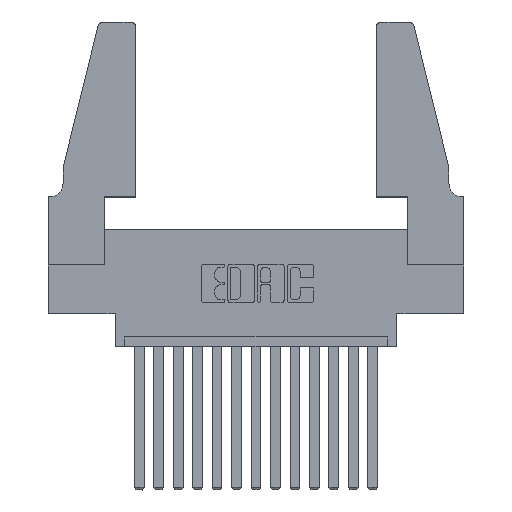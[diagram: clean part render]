
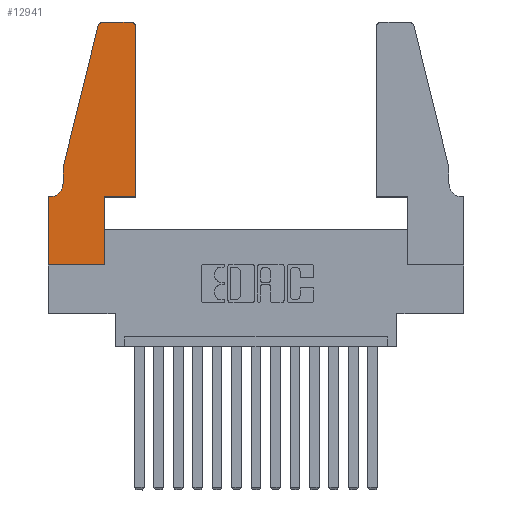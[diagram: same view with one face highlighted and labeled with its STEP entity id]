
A CAD part, top view. The second image highlights one B-rep face of the part: STEP entity #12941.
In plain terms, the highlighted planar face has unit normal (0, 0, 1).
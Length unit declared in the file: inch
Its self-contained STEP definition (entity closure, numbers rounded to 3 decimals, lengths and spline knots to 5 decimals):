
#37 = EDGE_LOOP ( 'NONE', ( #1278, #4190, #4977, #12182, #15756, #9131, #11485, #14351, #12029, #3074, #14757, #4004 ) ) ;
#94 = VERTEX_POINT ( 'NONE', #5330 ) ;
#320 = CARTESIAN_POINT ( 'NONE',  ( 0., 0., 0.37 ) ) ;
#364 = DIRECTION ( 'NONE',  ( 0., -1., 0. ) ) ;
#753 = EDGE_CURVE ( 'NONE', #15094, #6434, #3514, .T. ) ;
#776 = CARTESIAN_POINT ( 'NONE',  ( 0.2605, 1.25, 0.37 ) ) ;
#801 = EDGE_CURVE ( 'NONE', #14928, #12402, #12281, .T. ) ;
#1115 = VECTOR ( 'NONE', #1304, 39.37008 ) ;
#1278 = ORIENTED_EDGE ( 'NONE', *, *, #9412, .T. ) ;
#1304 = DIRECTION ( 'NONE',  ( 1., 0., 0. ) ) ;
#1353 = CARTESIAN_POINT ( 'NONE',  ( 0.284, 1.25, 0.37 ) ) ;
#1656 = CARTESIAN_POINT ( 'NONE',  ( 0.4205, 1.22, 0.37 ) ) ;
#1666 = CARTESIAN_POINT ( 'NONE',  ( 0.2865, 0., 0.37 ) ) ;
#1829 = CARTESIAN_POINT ( 'NONE',  ( 0.0755, 0.5, 0.37 ) ) ;
#2196 = DIRECTION ( 'NONE',  ( -1., 0., 0. ) ) ;
#2242 = VERTEX_POINT ( 'NONE', #8918 ) ;
#2900 = DIRECTION ( 'NONE',  ( 0., 0., 1. ) ) ;
#2939 = PLANE ( 'NONE',  #12733 ) ;
#3041 = VERTEX_POINT ( 'NONE', #3446 ) ;
#3057 = VECTOR ( 'NONE', #13195, 39.37008 ) ;
#3074 = ORIENTED_EDGE ( 'NONE', *, *, #11385, .T. ) ;
#3113 = EDGE_CURVE ( 'NONE', #2242, #14928, #15682, .T. ) ;
#3248 = VERTEX_POINT ( 'NONE', #8566 ) ;
#3443 = LINE ( 'NONE', #12230, #3057 ) ;
#3446 = CARTESIAN_POINT ( 'NONE',  ( 0.2865, 0.35, 0.37 ) ) ;
#3514 = CIRCLE ( 'NONE', #11575, 0.03 ) ;
#3689 = VECTOR ( 'NONE', #2196, 39.37008 ) ;
#3703 = VECTOR ( 'NONE', #10518, 39.37008 ) ;
#3900 = CARTESIAN_POINT ( 'NONE',  ( 0.0755, 0.5, 0.37 ) ) ;
#4004 = ORIENTED_EDGE ( 'NONE', *, *, #12811, .T. ) ;
#4190 = ORIENTED_EDGE ( 'NONE', *, *, #753, .T. ) ;
#4977 = ORIENTED_EDGE ( 'NONE', *, *, #10333, .T. ) ;
#5330 = CARTESIAN_POINT ( 'NONE',  ( 0.4205, 1.25, 0.37 ) ) ;
#5517 = VERTEX_POINT ( 'NONE', #12219 ) ;
#5596 = CARTESIAN_POINT ( 'NONE',  ( 0.0755, 0.35, 0.37 ) ) ;
#5636 = AXIS2_PLACEMENT_3D ( 'NONE', #1656, #2900, #12627 ) ;
#5902 = DIRECTION ( 'NONE',  ( -1., 0., 0. ) ) ;
#5999 = CARTESIAN_POINT ( 'NONE',  ( 0., 0.35, 0.37 ) ) ;
#6077 = VECTOR ( 'NONE', #364, 39.37008 ) ;
#6121 = LINE ( 'NONE', #776, #12578 ) ;
#6434 = VERTEX_POINT ( 'NONE', #13080 ) ;
#6509 = CARTESIAN_POINT ( 'NONE',  ( 0., 0., 0.37 ) ) ;
#6769 = DIRECTION ( 'NONE',  ( 1., 0., 0. ) ) ;
#6845 = LINE ( 'NONE', #3900, #9498 ) ;
#6846 = DIRECTION ( 'NONE',  ( -1., 0., 0. ) ) ;
#7161 = VECTOR ( 'NONE', #14885, 39.37008 ) ;
#7334 = LINE ( 'NONE', #1829, #3703 ) ;
#7409 = CIRCLE ( 'NONE', #5636, 0.03 ) ;
#7928 = CARTESIAN_POINT ( 'NONE',  ( 0., 0.35, 0.37 ) ) ;
#7980 = DIRECTION ( 'NONE',  ( 0., 0., 1. ) ) ;
#8356 = DIRECTION ( 'NONE',  ( 0., 0., 1. ) ) ;
#8566 = CARTESIAN_POINT ( 'NONE',  ( 0.4505, 1.22, 0.37 ) ) ;
#8918 = CARTESIAN_POINT ( 'NONE',  ( 0.0755, 0.42, 0.37 ) ) ;
#9131 = ORIENTED_EDGE ( 'NONE', *, *, #801, .T. ) ;
#9412 = EDGE_CURVE ( 'NONE', #94, #15094, #6121, .T. ) ;
#9498 = VECTOR ( 'NONE', #14873, 39.37008 ) ;
#9594 = LINE ( 'NONE', #9887, #10761 ) ;
#9836 = CARTESIAN_POINT ( 'NONE',  ( 0.0055, 0.35, 0.37 ) ) ;
#9887 = CARTESIAN_POINT ( 'NONE',  ( 0.2865, 0.35, 0.37 ) ) ;
#9889 = LINE ( 'NONE', #10888, #1115 ) ;
#10202 = VERTEX_POINT ( 'NONE', #6509 ) ;
#10333 = EDGE_CURVE ( 'NONE', #6434, #14705, #6845, .T. ) ;
#10351 = CARTESIAN_POINT ( 'NONE',  ( 0.0055, 0.42, 0.37 ) ) ;
#10518 = DIRECTION ( 'NONE',  ( 0., -1., 0. ) ) ;
#10637 = LINE ( 'NONE', #320, #6077 ) ;
#10761 = VECTOR ( 'NONE', #11100, 39.37008 ) ;
#10888 = CARTESIAN_POINT ( 'NONE',  ( 0., 0., 0.37 ) ) ;
#11100 = DIRECTION ( 'NONE',  ( 0., 1., 0. ) ) ;
#11125 = EDGE_CURVE ( 'NONE', #12402, #10202, #10637, .T. ) ;
#11192 = VERTEX_POINT ( 'NONE', #1666 ) ;
#11207 = CARTESIAN_POINT ( 'NONE',  ( 0.4505, 0.35, 0.37 ) ) ;
#11385 = EDGE_CURVE ( 'NONE', #3041, #5517, #3443, .T. ) ;
#11485 = ORIENTED_EDGE ( 'NONE', *, *, #11125, .T. ) ;
#11575 = AXIS2_PLACEMENT_3D ( 'NONE', #14289, #8356, #11968 ) ;
#11592 = FACE_OUTER_BOUND ( 'NONE', #37, .T. ) ;
#11968 = DIRECTION ( 'NONE',  ( 1., 0., 0. ) ) ;
#12029 = ORIENTED_EDGE ( 'NONE', *, *, #15085, .T. ) ;
#12182 = ORIENTED_EDGE ( 'NONE', *, *, #14526, .T. ) ;
#12219 = CARTESIAN_POINT ( 'NONE',  ( 0.4505, 0.35, 0.37 ) ) ;
#12230 = CARTESIAN_POINT ( 'NONE',  ( 0.4505, 0.35, 0.37 ) ) ;
#12281 = LINE ( 'NONE', #5596, #3689 ) ;
#12402 = VERTEX_POINT ( 'NONE', #5999 ) ;
#12578 = VECTOR ( 'NONE', #6846, 39.37008 ) ;
#12627 = DIRECTION ( 'NONE',  ( 1., 0., 0. ) ) ;
#12733 = AXIS2_PLACEMENT_3D ( 'NONE', #7928, #7980, #6769 ) ;
#12762 = EDGE_CURVE ( 'NONE', #10202, #11192, #9889, .T. ) ;
#12811 = EDGE_CURVE ( 'NONE', #3248, #94, #7409, .T. ) ;
#12941 = ADVANCED_FACE ( 'NONE', ( #11592 ), #2939, .T. ) ;
#13080 = CARTESIAN_POINT ( 'NONE',  ( 0.25487, 1.22718, 0.37 ) ) ;
#13195 = DIRECTION ( 'NONE',  ( 1., 0., 0. ) ) ;
#13656 = AXIS2_PLACEMENT_3D ( 'NONE', #10351, #14155, #5902 ) ;
#14155 = DIRECTION ( 'NONE',  ( 0., 0., -1. ) ) ;
#14289 = CARTESIAN_POINT ( 'NONE',  ( 0.284, 1.22, 0.37 ) ) ;
#14351 = ORIENTED_EDGE ( 'NONE', *, *, #12762, .T. ) ;
#14430 = LINE ( 'NONE', #11207, #7161 ) ;
#14526 = EDGE_CURVE ( 'NONE', #14705, #2242, #7334, .T. ) ;
#14705 = VERTEX_POINT ( 'NONE', #15668 ) ;
#14757 = ORIENTED_EDGE ( 'NONE', *, *, #15030, .T. ) ;
#14873 = DIRECTION ( 'NONE',  ( -0.239, -0.971, 0. ) ) ;
#14885 = DIRECTION ( 'NONE',  ( 0., 1., 0. ) ) ;
#14928 = VERTEX_POINT ( 'NONE', #9836 ) ;
#15030 = EDGE_CURVE ( 'NONE', #5517, #3248, #14430, .T. ) ;
#15085 = EDGE_CURVE ( 'NONE', #11192, #3041, #9594, .T. ) ;
#15094 = VERTEX_POINT ( 'NONE', #1353 ) ;
#15668 = CARTESIAN_POINT ( 'NONE',  ( 0.0755, 0.5, 0.37 ) ) ;
#15682 = CIRCLE ( 'NONE', #13656, 0.07 ) ;
#15756 = ORIENTED_EDGE ( 'NONE', *, *, #3113, .T. ) ;
